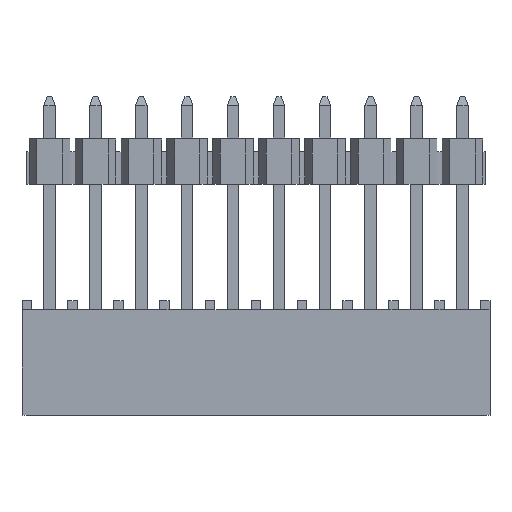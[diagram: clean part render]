
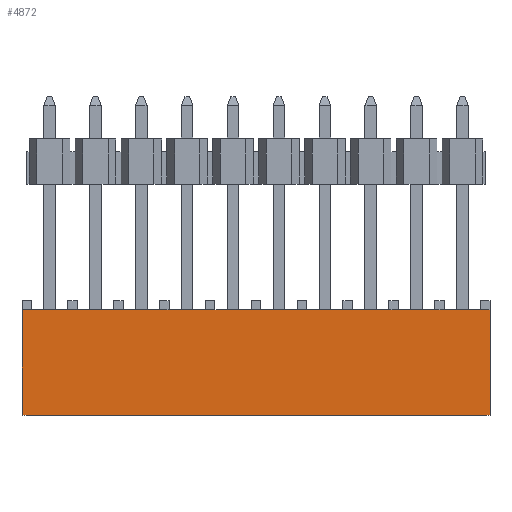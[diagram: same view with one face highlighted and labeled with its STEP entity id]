
A CAD part, top view. The second image highlights one B-rep face of the part: STEP entity #4872.
In plain terms, the highlighted planar face has unit normal (0, 0, 1).
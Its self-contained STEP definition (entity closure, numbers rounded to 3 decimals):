
#53=CARTESIAN_POINT('',(6.605,-0.5,2.54));
#54=VERTEX_POINT('',#53);
#61=CARTESIAN_POINT('',(6.605,-6.35,2.54));
#62=VERTEX_POINT('',#61);
#63=CARTESIAN_POINT('',(6.605,-0.5,2.54));
#64=DIRECTION('',(0.,-1.,0.));
#65=VECTOR('',#64,5.85);
#66=LINE('',#63,#65);
#67=EDGE_CURVE('',#54,#62,#66,.T.);
#3089=CARTESIAN_POINT('',(-19.305,-0.5,2.54));
#3090=VERTEX_POINT('',#3089);
#3097=CARTESIAN_POINT('',(-19.305,-0.5,2.54));
#3098=DIRECTION('',(1.,0.,0.));
#3099=VECTOR('',#3098,25.91);
#3100=LINE('',#3097,#3099);
#3101=EDGE_CURVE('',#3090,#54,#3100,.T.);
#4849=CARTESIAN_POINT('',(-6.35,-3.425,2.54));
#4850=DIRECTION('',(-1.,0.,0.));
#4851=DIRECTION('',(0.,0.,1.));
#4852=AXIS2_PLACEMENT_3D('',#4849,#4851,#4850);
#4853=PLANE('',#4852);
#4854=CARTESIAN_POINT('',(-19.305,-6.35,2.54));
#4855=VERTEX_POINT('',#4854);
#4856=CARTESIAN_POINT('',(-19.305,-0.5,2.54));
#4857=DIRECTION('',(0.,-1.,0.));
#4858=VECTOR('',#4857,5.85);
#4859=LINE('',#4856,#4858);
#4860=EDGE_CURVE('',#3090,#4855,#4859,.T.);
#4861=ORIENTED_EDGE('',*,*,#4860,.T.);
#4862=CARTESIAN_POINT('',(-19.305,-6.35,2.54));
#4863=DIRECTION('',(1.,0.,0.));
#4864=VECTOR('',#4863,25.91);
#4865=LINE('',#4862,#4864);
#4866=EDGE_CURVE('',#4855,#62,#4865,.T.);
#4867=ORIENTED_EDGE('',*,*,#4866,.T.);
#4868=ORIENTED_EDGE('',*,*,#67,.F.);
#4869=ORIENTED_EDGE('',*,*,#3101,.F.);
#4870=EDGE_LOOP('',(#4861,#4867,#4868,#4869));
#4871=FACE_OUTER_BOUND('',#4870,.T.);
#4872=ADVANCED_FACE('',(#4871),#4853,.T.);
